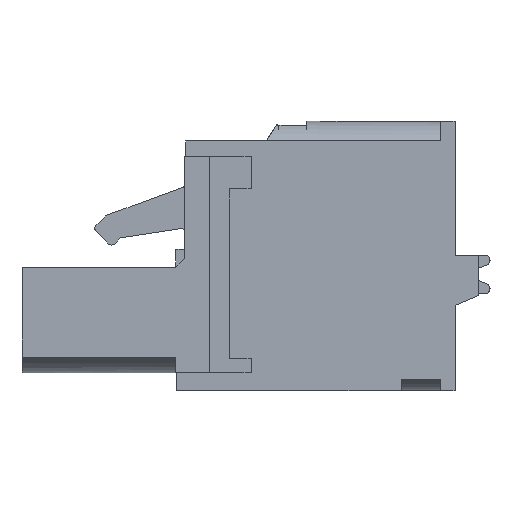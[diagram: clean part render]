
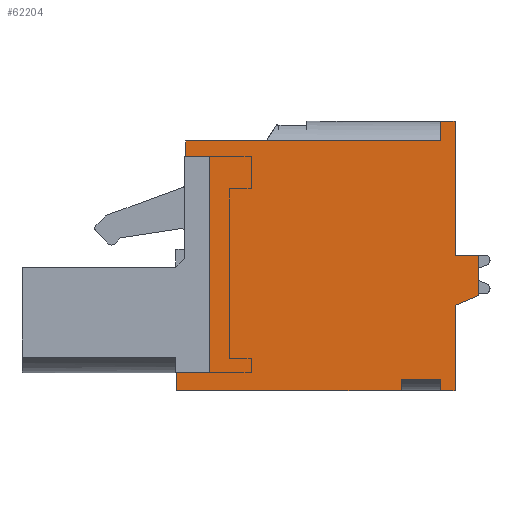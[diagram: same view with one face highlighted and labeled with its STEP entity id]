
A CAD part, left-side view. The second image highlights one B-rep face of the part: STEP entity #62204.
In plain terms, the highlighted planar face has unit normal (-1, 0, 0).
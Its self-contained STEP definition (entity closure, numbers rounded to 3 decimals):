
#5962=ORIENTED_EDGE('',*,*,#23665,.T.);
#5963=ORIENTED_EDGE('',*,*,#20423,.T.);
#5964=ORIENTED_EDGE('',*,*,#21965,.T.);
#5965=ORIENTED_EDGE('',*,*,#21434,.T.);
#5966=ORIENTED_EDGE('',*,*,#23666,.T.);
#5967=ORIENTED_EDGE('',*,*,#21228,.T.);
#5968=ORIENTED_EDGE('',*,*,#21823,.F.);
#5969=ORIENTED_EDGE('',*,*,#21650,.F.);
#5970=ORIENTED_EDGE('',*,*,#23667,.T.);
#5971=ORIENTED_EDGE('',*,*,#23649,.T.);
#5972=ORIENTED_EDGE('',*,*,#23668,.T.);
#5973=ORIENTED_EDGE('',*,*,#23669,.F.);
#5974=ORIENTED_EDGE('',*,*,#20702,.T.);
#5975=ORIENTED_EDGE('',*,*,#23670,.T.);
#5976=ORIENTED_EDGE('',*,*,#23671,.T.);
#5977=ORIENTED_EDGE('',*,*,#23672,.F.);
#5978=ORIENTED_EDGE('',*,*,#23673,.F.);
#5979=ORIENTED_EDGE('',*,*,#21774,.T.);
#20423=EDGE_CURVE('',#29655,#29654,#35730,.T.);
#20702=EDGE_CURVE('',#29934,#29933,#36009,.T.);
#21228=EDGE_CURVE('',#30460,#30459,#36437,.T.);
#21434=EDGE_CURVE('',#30666,#30665,#36643,.T.);
#21650=EDGE_CURVE('',#30880,#30881,#36859,.T.);
#21774=EDGE_CURVE('',#31005,#31004,#36983,.T.);
#21823=EDGE_CURVE('',#30881,#30459,#37017,.T.);
#21965=EDGE_CURVE('',#29654,#30666,#37159,.T.);
#23649=EDGE_CURVE('',#32208,#32207,#38402,.T.);
#23665=EDGE_CURVE('',#31004,#29655,#38408,.T.);
#23666=EDGE_CURVE('',#30665,#30460,#38409,.T.);
#23667=EDGE_CURVE('',#30880,#32208,#38410,.T.);
#23668=EDGE_CURVE('',#32207,#32216,#38411,.T.);
#23669=EDGE_CURVE('',#29934,#32216,#38412,.T.);
#23670=EDGE_CURVE('',#29933,#32217,#38413,.T.);
#23671=EDGE_CURVE('',#32217,#32218,#38414,.T.);
#23672=EDGE_CURVE('',#32219,#32218,#38415,.T.);
#23673=EDGE_CURVE('',#31005,#32219,#38416,.T.);
#29654=VERTEX_POINT('',#86013);
#29655=VERTEX_POINT('',#86015);
#29933=VERTEX_POINT('',#86572);
#29934=VERTEX_POINT('',#86574);
#30459=VERTEX_POINT('',#87650);
#30460=VERTEX_POINT('',#87652);
#30665=VERTEX_POINT('',#88063);
#30666=VERTEX_POINT('',#88065);
#30880=VERTEX_POINT('',#88495);
#30881=VERTEX_POINT('',#88497);
#31004=VERTEX_POINT('',#88744);
#31005=VERTEX_POINT('',#88746);
#32207=VERTEX_POINT('',#92468);
#32208=VERTEX_POINT('',#92470);
#32216=VERTEX_POINT('',#92502);
#32217=VERTEX_POINT('',#92505);
#32218=VERTEX_POINT('',#92507);
#32219=VERTEX_POINT('',#92509);
#35730=LINE('',#86014,#43821);
#36009=LINE('',#86573,#44100);
#36437=LINE('',#87651,#44528);
#36643=LINE('',#88064,#44734);
#36859=LINE('',#88496,#44950);
#36983=LINE('',#88745,#45074);
#37017=LINE('',#88842,#45108);
#37159=LINE('',#89079,#45250);
#38402=LINE('',#92469,#46493);
#38408=LINE('',#92498,#46499);
#38409=LINE('',#92499,#46500);
#38410=LINE('',#92500,#46501);
#38411=LINE('',#92501,#46502);
#38412=LINE('',#92503,#46503);
#38413=LINE('',#92504,#46504);
#38414=LINE('',#92506,#46505);
#38415=LINE('',#92508,#46506);
#38416=LINE('',#92510,#46507);
#43821=VECTOR('',#69256,1000.);
#44100=VECTOR('',#69537,1000.);
#44528=VECTOR('',#70213,1000.);
#44734=VECTOR('',#70421,1000.);
#44950=VECTOR('',#70639,1000.);
#45074=VECTOR('',#70765,1000.);
#45108=VECTOR('',#70849,1000.);
#45250=VECTOR('',#70993,1000.);
#46493=VECTOR('',#74020,1000.);
#46499=VECTOR('',#74056,1000.);
#46500=VECTOR('',#74057,1000.);
#46501=VECTOR('',#74058,1000.);
#46502=VECTOR('',#74059,1000.);
#46503=VECTOR('',#74060,1000.);
#46504=VECTOR('',#74061,1000.);
#46505=VECTOR('',#74062,1000.);
#46506=VECTOR('',#74063,1000.);
#46507=VECTOR('',#74064,1000.);
#52492=EDGE_LOOP('',(#5962,#5963,#5964,#5965,#5966,#5967,#5968,#5969,#5970,
#5971,#5972,#5973,#5974,#5975,#5976,#5977,#5978,#5979));
#56043=FACE_BOUND('',#52492,.T.);
#59382=PLANE('',#65927);
#62204=ADVANCED_FACE('',(#56043),#59382,.T.);
#65927=AXIS2_PLACEMENT_3D('',#92497,#74054,#74055);
#69256=DIRECTION('',(0.,1.,0.));
#69537=DIRECTION('',(0.,0.,1.));
#70213=DIRECTION('',(0.,1.,0.));
#70421=DIRECTION('',(0.,-1.,0.));
#70639=DIRECTION('',(0.,1.,0.));
#70765=DIRECTION('',(0.,1.,0.));
#70849=DIRECTION('',(0.,0.,1.));
#70993=DIRECTION('',(0.,0.,-1.));
#74020=DIRECTION('',(0.,-1.,0.));
#74054=DIRECTION('',(-1.,0.,0.));
#74055=DIRECTION('',(0.,0.,1.));
#74056=DIRECTION('',(0.,0.,-1.));
#74057=DIRECTION('',(0.,0.,-1.));
#74058=DIRECTION('',(0.,0.,1.));
#74059=DIRECTION('',(0.,0.,-1.));
#74060=DIRECTION('',(0.,1.,0.));
#74061=DIRECTION('',(0.,-0.921,0.39));
#74062=DIRECTION('',(0.,0.,1.));
#74063=DIRECTION('',(0.,-1.,0.));
#74064=DIRECTION('',(0.,0.,-1.));
#86013=CARTESIAN_POINT('',(-60.96,7.9,6.4));
#86014=CARTESIAN_POINT('',(-60.96,3.4,6.4));
#86015=CARTESIAN_POINT('',(-60.96,-6.3,6.4));
#86572=CARTESIAN_POINT('',(-60.96,-7.1,-2.75));
#86573=CARTESIAN_POINT('',(-60.96,-7.1,-7.5));
#86574=CARTESIAN_POINT('',(-60.96,-7.1,-7.5));
#87650=CARTESIAN_POINT('',(-60.96,8.4,-6.5));
#87651=CARTESIAN_POINT('',(-60.96,8.4,-6.5));
#87652=CARTESIAN_POINT('',(-60.96,6.57,-6.5));
#88063=CARTESIAN_POINT('',(-60.96,6.57,5.55));
#88064=CARTESIAN_POINT('',(-60.96,7.9,5.55));
#88065=CARTESIAN_POINT('',(-60.96,7.9,5.55));
#88495=CARTESIAN_POINT('',(-60.96,-4.1,-7.5));
#88496=CARTESIAN_POINT('',(-60.96,-8.4,-7.5));
#88497=CARTESIAN_POINT('',(-60.96,8.4,-7.5));
#88744=CARTESIAN_POINT('',(-60.96,-6.3,7.5));
#88745=CARTESIAN_POINT('',(-60.96,-8.4,7.5));
#88746=CARTESIAN_POINT('',(-60.96,-7.1,7.5));
#88842=CARTESIAN_POINT('',(-60.96,8.4,-7.5));
#89079=CARTESIAN_POINT('',(-60.96,7.9,6.4));
#92468=CARTESIAN_POINT('',(-60.96,-6.3,-6.9));
#92469=CARTESIAN_POINT('',(-60.96,-4.1,-6.9));
#92470=CARTESIAN_POINT('',(-60.96,-4.1,-6.9));
#92497=CARTESIAN_POINT('',(-60.96,-8.4,-7.5));
#92498=CARTESIAN_POINT('',(-60.96,-6.3,7.701));
#92499=CARTESIAN_POINT('',(-60.96,6.57,5.55));
#92500=CARTESIAN_POINT('',(-60.96,-4.1,-7.5));
#92501=CARTESIAN_POINT('',(-60.96,-6.3,-6.9));
#92502=CARTESIAN_POINT('',(-60.96,-6.3,-7.5));
#92503=CARTESIAN_POINT('',(-60.96,-8.4,-7.5));
#92504=CARTESIAN_POINT('',(-60.96,-7.1,-2.75));
#92505=CARTESIAN_POINT('',(-60.96,-8.4,-2.2));
#92506=CARTESIAN_POINT('',(-60.96,-8.4,-7.5));
#92507=CARTESIAN_POINT('',(-60.96,-8.4,0.05));
#92508=CARTESIAN_POINT('',(-60.96,-8.4,0.05));
#92509=CARTESIAN_POINT('',(-60.96,-7.1,0.05));
#92510=CARTESIAN_POINT('',(-60.96,-7.1,7.5));
